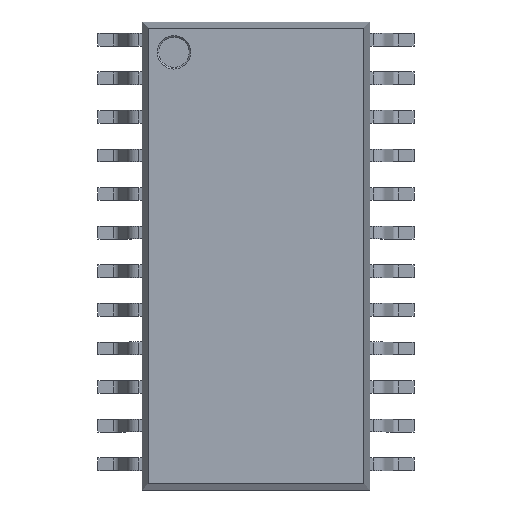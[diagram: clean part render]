
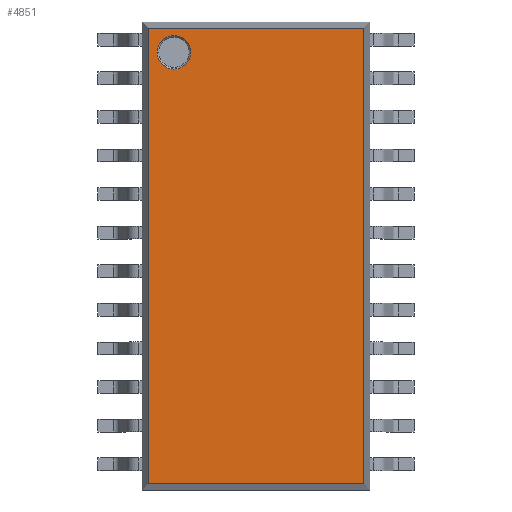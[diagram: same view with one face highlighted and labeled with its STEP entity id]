
A CAD part, top view. The second image highlights one B-rep face of the part: STEP entity #4851.
In plain terms, the highlighted planar face has unit normal (0, 0, 1).
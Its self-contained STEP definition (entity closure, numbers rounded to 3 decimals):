
#77 = CIRCLE ( 'NONE', #14691, 0.55 ) ;
#334 = EDGE_LOOP ( 'NONE', ( #14234, #2846, #829, #5244 ) ) ;
#829 = ORIENTED_EDGE ( 'NONE', *, *, #3558, .F. ) ;
#956 = CARTESIAN_POINT ( 'NONE',  ( -3.55, 7.365, 2.6 ) ) ;
#1280 = CARTESIAN_POINT ( 'NONE',  ( -3.25, 6.565, 2.6 ) ) ;
#1480 = FACE_BOUND ( 'NONE', #2798, .T. ) ;
#1536 = DIRECTION ( 'NONE',  ( 0., 0., 1. ) ) ;
#2798 = EDGE_LOOP ( 'NONE', ( #9910, #3001 ) ) ;
#2846 = ORIENTED_EDGE ( 'NONE', *, *, #12040, .F. ) ;
#2941 = EDGE_CURVE ( 'NONE', #14116, #15001, #8120, .T. ) ;
#2969 = FACE_OUTER_BOUND ( 'NONE', #334, .T. ) ;
#3001 = ORIENTED_EDGE ( 'NONE', *, *, #13868, .T. ) ;
#3478 = VECTOR ( 'NONE', #5754, 1000. ) ;
#3558 = EDGE_CURVE ( 'NONE', #14116, #15633, #17226, .T. ) ;
#3707 = VERTEX_POINT ( 'NONE', #9268 ) ;
#3731 = DIRECTION ( 'NONE',  ( -1., 0., 0. ) ) ;
#3930 = VECTOR ( 'NONE', #11181, 1000. ) ;
#4240 = VERTEX_POINT ( 'NONE', #10413 ) ;
#4329 = EDGE_CURVE ( 'NONE', #15001, #3707, #15257, .T. ) ;
#4851 = ADVANCED_FACE ( 'NONE', ( #1480, #2969 ), #9396, .T. ) ;
#5244 = ORIENTED_EDGE ( 'NONE', *, *, #2941, .T. ) ;
#5278 = CARTESIAN_POINT ( 'NONE',  ( -2.7, 6.565, 2.6 ) ) ;
#5427 = DIRECTION ( 'NONE',  ( 1., 0., 0. ) ) ;
#5754 = DIRECTION ( 'NONE',  ( -1., 0., 0. ) ) ;
#5829 = CARTESIAN_POINT ( 'NONE',  ( -2.7, 6.565, 2.6 ) ) ;
#7099 = AXIS2_PLACEMENT_3D ( 'NONE', #7980, #1536, #5427 ) ;
#7262 = DIRECTION ( 'NONE',  ( 0., 0., -1. ) ) ;
#7980 = CARTESIAN_POINT ( 'NONE',  ( -3.75, 7.565, 2.6 ) ) ;
#8120 = LINE ( 'NONE', #956, #12116 ) ;
#8586 = CARTESIAN_POINT ( 'NONE',  ( -3.55, -7.635, 2.6 ) ) ;
#8642 = VERTEX_POINT ( 'NONE', #1280 ) ;
#9268 = CARTESIAN_POINT ( 'NONE',  ( -3.55, -7.635, 2.6 ) ) ;
#9285 = LINE ( 'NONE', #8586, #3478 ) ;
#9396 = PLANE ( 'NONE',  #7099 ) ;
#9910 = ORIENTED_EDGE ( 'NONE', *, *, #15955, .T. ) ;
#10319 = CARTESIAN_POINT ( 'NONE',  ( 3.55, 7.565, 2.6 ) ) ;
#10413 = CARTESIAN_POINT ( 'NONE',  ( -2.15, 6.565, 2.6 ) ) ;
#11150 = DIRECTION ( 'NONE',  ( 1., 0., 0. ) ) ;
#11181 = DIRECTION ( 'NONE',  ( 0., -1., 0. ) ) ;
#11620 = CARTESIAN_POINT ( 'NONE',  ( 3.55, -7.635, 2.6 ) ) ;
#11677 = DIRECTION ( 'NONE',  ( 0., -1., 0. ) ) ;
#11930 = DIRECTION ( 'NONE',  ( 1., 0., 0. ) ) ;
#12040 = EDGE_CURVE ( 'NONE', #15633, #3707, #9285, .T. ) ;
#12103 = DIRECTION ( 'NONE',  ( 0., 0., -1. ) ) ;
#12116 = VECTOR ( 'NONE', #3731, 1000. ) ;
#12149 = AXIS2_PLACEMENT_3D ( 'NONE', #5278, #12103, #11930 ) ;
#12746 = CARTESIAN_POINT ( 'NONE',  ( 3.55, 7.365, 2.6 ) ) ;
#13868 = EDGE_CURVE ( 'NONE', #8642, #4240, #14881, .T. ) ;
#14116 = VERTEX_POINT ( 'NONE', #12746 ) ;
#14234 = ORIENTED_EDGE ( 'NONE', *, *, #4329, .T. ) ;
#14242 = VECTOR ( 'NONE', #11677, 1000. ) ;
#14652 = CARTESIAN_POINT ( 'NONE',  ( -3.55, 7.365, 2.6 ) ) ;
#14691 = AXIS2_PLACEMENT_3D ( 'NONE', #5829, #7262, #11150 ) ;
#14881 = CIRCLE ( 'NONE', #12149, 0.55 ) ;
#15001 = VERTEX_POINT ( 'NONE', #14652 ) ;
#15212 = CARTESIAN_POINT ( 'NONE',  ( -3.55, 7.565, 2.6 ) ) ;
#15257 = LINE ( 'NONE', #15212, #3930 ) ;
#15633 = VERTEX_POINT ( 'NONE', #11620 ) ;
#15955 = EDGE_CURVE ( 'NONE', #4240, #8642, #77, .T. ) ;
#17226 = LINE ( 'NONE', #10319, #14242 ) ;
